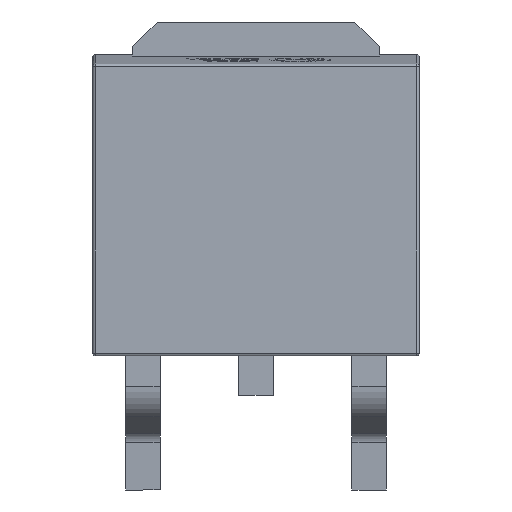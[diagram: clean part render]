
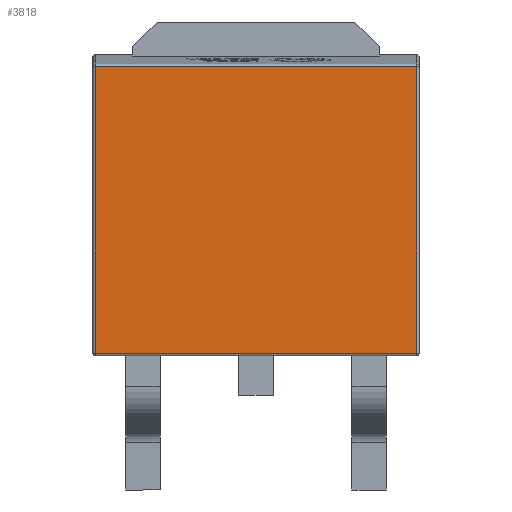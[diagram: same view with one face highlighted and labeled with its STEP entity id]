
A CAD part, top view. The second image highlights one B-rep face of the part: STEP entity #3818.
In plain terms, the highlighted planar face has unit normal (0, 0, 1).
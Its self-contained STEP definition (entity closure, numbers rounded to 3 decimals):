
#120 = ORIENTED_EDGE ( 'NONE', *, *, #1662, .T. ) ;
#146 = VECTOR ( 'NONE', #5241, 1000. ) ;
#162 = CARTESIAN_POINT ( 'NONE',  ( 5.55, 2.55, 2.3 ) ) ;
#478 = ORIENTED_EDGE ( 'NONE', *, *, #9957, .T. ) ;
#663 = ORIENTED_EDGE ( 'NONE', *, *, #14264, .T. ) ;
#825 = EDGE_LOOP ( 'NONE', ( #10808, #663, #120, #478 ) ) ;
#1662 = EDGE_CURVE ( 'NONE', #8187, #2902, #8477, .T. ) ;
#2643 = DIRECTION ( 'NONE',  ( 0., 1., 0. ) ) ;
#2902 = VERTEX_POINT ( 'NONE', #4117 ) ;
#3153 = LINE ( 'NONE', #11265, #146 ) ;
#3517 = DIRECTION ( 'NONE',  ( 0., -1., 0. ) ) ;
#3615 = DIRECTION ( 'NONE',  ( 0., 0., 1. ) ) ;
#3818 = ADVANCED_FACE ( 'NONE', ( #4848 ), #9715, .T. ) ;
#3867 = CARTESIAN_POINT ( 'NONE',  ( 5.55, 8.399, 2.3 ) ) ;
#3925 = CARTESIAN_POINT ( 'NONE',  ( 0., 0., 2.3 ) ) ;
#4117 = CARTESIAN_POINT ( 'NONE',  ( 5.55, 8.353, 2.3 ) ) ;
#4746 = CARTESIAN_POINT ( 'NONE',  ( -0.95, 2.5, 2.3 ) ) ;
#4848 = FACE_OUTER_BOUND ( 'NONE', #825, .T. ) ;
#5052 = VECTOR ( 'NONE', #2643, 1000. ) ;
#5241 = DIRECTION ( 'NONE',  ( -1., 0., 0. ) ) ;
#7102 = AXIS2_PLACEMENT_3D ( 'NONE', #3925, #3615, #9640 ) ;
#8187 = VERTEX_POINT ( 'NONE', #162 ) ;
#8477 = LINE ( 'NONE', #3867, #5052 ) ;
#9163 = CARTESIAN_POINT ( 'NONE',  ( -0.95, 2.55, 2.3 ) ) ;
#9203 = LINE ( 'NONE', #11474, #9508 ) ;
#9377 = LINE ( 'NONE', #4746, #10233 ) ;
#9508 = VECTOR ( 'NONE', #11564, 1000. ) ;
#9640 = DIRECTION ( 'NONE',  ( 1., 0., 0. ) ) ;
#9715 = PLANE ( 'NONE',  #7102 ) ;
#9957 = EDGE_CURVE ( 'NONE', #2902, #12775, #3153, .T. ) ;
#10066 = EDGE_CURVE ( 'NONE', #12775, #14756, #9377, .T. ) ;
#10233 = VECTOR ( 'NONE', #3517, 1000. ) ;
#10808 = ORIENTED_EDGE ( 'NONE', *, *, #10066, .T. ) ;
#11265 = CARTESIAN_POINT ( 'NONE',  ( -1., 8.353, 2.3 ) ) ;
#11474 = CARTESIAN_POINT ( 'NONE',  ( 5.6, 2.55, 2.3 ) ) ;
#11564 = DIRECTION ( 'NONE',  ( 1., 0., 0. ) ) ;
#11781 = CARTESIAN_POINT ( 'NONE',  ( -0.95, 8.353, 2.3 ) ) ;
#12775 = VERTEX_POINT ( 'NONE', #11781 ) ;
#14264 = EDGE_CURVE ( 'NONE', #14756, #8187, #9203, .T. ) ;
#14756 = VERTEX_POINT ( 'NONE', #9163 ) ;
